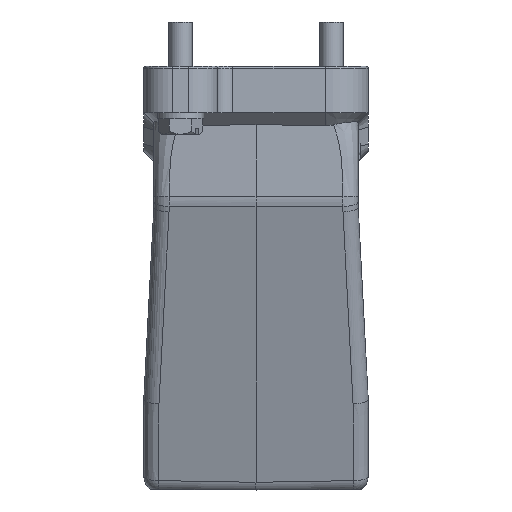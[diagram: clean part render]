
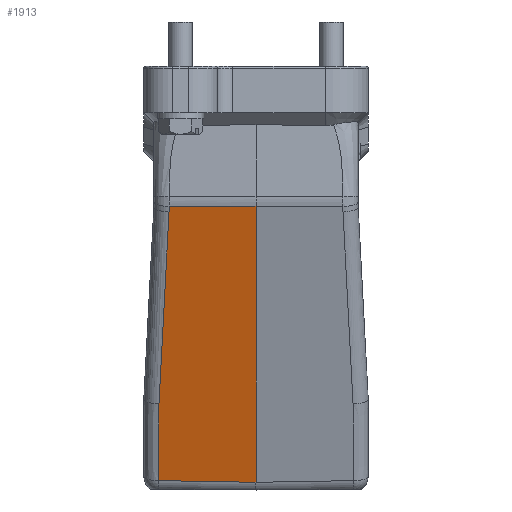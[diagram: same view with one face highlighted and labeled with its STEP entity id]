
A CAD part, left-side view. The second image highlights one B-rep face of the part: STEP entity #1913.
In plain terms, the highlighted planar face has unit normal (-0.966, 0.018, -0.259).
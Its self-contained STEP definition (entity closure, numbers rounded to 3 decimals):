
#1558=B_SPLINE_CURVE_WITH_KNOTS('',3,(#20777,#20778,#20779,#20780,#20781,
#20782),.UNSPECIFIED.,.F.,.F.,(4,2,4),(0.,0.998,1.),
 .UNSPECIFIED.);
#1559=B_SPLINE_CURVE_WITH_KNOTS('',3,(#20785,#20786,#20787,#20788),
 .UNSPECIFIED.,.F.,.F.,(4,4),(0.,1.),.UNSPECIFIED.);
#1560=B_SPLINE_CURVE_WITH_KNOTS('',3,(#20792,#20793,#20794,#20795,#20796,
#20797),.UNSPECIFIED.,.F.,.F.,(4,2,4),(0.,0.069,1.),
 .UNSPECIFIED.);
#1913=ADVANCED_FACE('',(#2758),#2308,.F.);
#2308=PLANE('',#11356);
#2758=FACE_OUTER_BOUND('',#3311,.T.);
#3311=EDGE_LOOP('',(#6676,#6677,#6678,#6679,#6680,#6681));
#3674=LINE('',#14462,#4480);
#4004=LINE('',#20789,#4810);
#4005=LINE('',#20790,#4811);
#4480=VECTOR('',#11930,1.);
#4810=VECTOR('',#12896,1.);
#4811=VECTOR('',#12897,1.);
#6676=ORIENTED_EDGE('',*,*,#9772,.F.);
#6677=ORIENTED_EDGE('',*,*,#9773,.F.);
#6678=ORIENTED_EDGE('',*,*,#9109,.F.);
#6679=ORIENTED_EDGE('',*,*,#9774,.F.);
#6680=ORIENTED_EDGE('',*,*,#9775,.F.);
#6681=ORIENTED_EDGE('',*,*,#9776,.F.);
#8179=VERTEX_POINT('',#14421);
#8186=VERTEX_POINT('',#14451);
#8518=VERTEX_POINT('',#20138);
#8580=VERTEX_POINT('',#20783);
#8581=VERTEX_POINT('',#20784);
#8582=VERTEX_POINT('',#20791);
#9109=EDGE_CURVE('',#8186,#8179,#3674,.T.);
#9772=EDGE_CURVE('',#8580,#8581,#1558,.T.);
#9773=EDGE_CURVE('',#8179,#8580,#1559,.T.);
#9774=EDGE_CURVE('',#8518,#8186,#4004,.T.);
#9775=EDGE_CURVE('',#8582,#8518,#4005,.T.);
#9776=EDGE_CURVE('',#8581,#8582,#1560,.T.);
#11356=AXIS2_PLACEMENT_3D('',#20798,#12898,#12899);
#11930=DIRECTION('',(0.013,1.,0.017));
#12896=DIRECTION('',(0.259,0.,-0.966));
#12897=DIRECTION('',(-0.017,-1.,-0.002));
#12898=DIRECTION('',(0.966,-0.017,0.259));
#12899=DIRECTION('',(0.259,0.,-0.966));
#14421=CARTESIAN_POINT('',(-41.728,25.07,-89.098));
#14451=CARTESIAN_POINT('',(-42.064,0.,-89.536));
#14462=CARTESIAN_POINT('',(-42.064,0.,-89.536));
#20138=CARTESIAN_POINT('',(-61.159,0.,-18.271));
#20777=CARTESIAN_POINT('',(-47.046,25.07,-69.251));
#20778=CARTESIAN_POINT('',(-51.484,24.205,-52.749));
#20779=CARTESIAN_POINT('',(-55.921,23.34,-36.247));
#20780=CARTESIAN_POINT('',(-60.368,22.473,-19.71));
#20781=CARTESIAN_POINT('',(-60.377,22.472,-19.675));
#20782=CARTESIAN_POINT('',(-60.387,22.47,-19.64));
#20783=CARTESIAN_POINT('',(-47.046,25.07,-69.251));
#20784=CARTESIAN_POINT('',(-60.387,22.47,-19.64));
#20785=CARTESIAN_POINT('',(-41.728,25.07,-89.098));
#20786=CARTESIAN_POINT('',(-43.501,25.07,-82.482));
#20787=CARTESIAN_POINT('',(-45.274,25.07,-75.867));
#20788=CARTESIAN_POINT('',(-47.046,25.07,-69.251));
#20789=CARTESIAN_POINT('',(-61.159,0.,-18.271));
#20790=CARTESIAN_POINT('',(-60.767,22.47,-18.22));
#20791=CARTESIAN_POINT('',(-60.767,22.47,-18.22));
#20792=CARTESIAN_POINT('',(-60.387,22.47,-19.64));
#20793=CARTESIAN_POINT('',(-60.395,22.47,-19.607));
#20794=CARTESIAN_POINT('',(-60.404,22.47,-19.575));
#20795=CARTESIAN_POINT('',(-60.531,22.47,-19.101));
#20796=CARTESIAN_POINT('',(-60.649,22.47,-18.661));
#20797=CARTESIAN_POINT('',(-60.767,22.47,-18.22));
#20798=CARTESIAN_POINT('',(-61.534,0.,-16.872));
